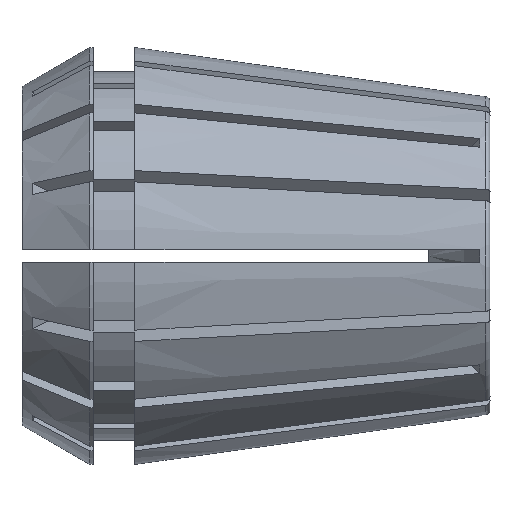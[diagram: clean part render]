
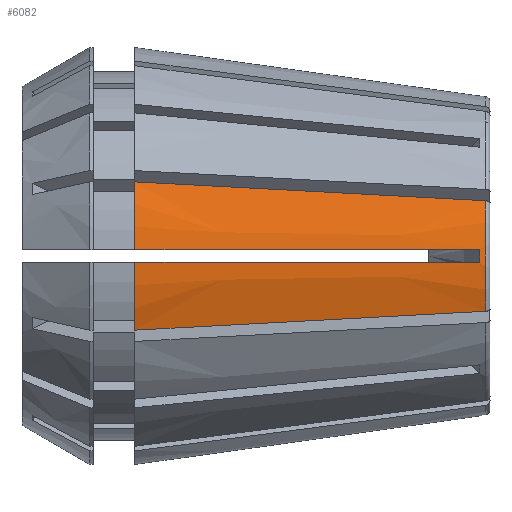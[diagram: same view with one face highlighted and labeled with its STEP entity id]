
A CAD part, front view. The second image highlights one B-rep face of the part: STEP entity #6082.
In plain terms, the highlighted conical face has half-angle 8 degrees and reference radius 15.595 mm.
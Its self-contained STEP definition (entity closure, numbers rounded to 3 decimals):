
#572 = DIRECTION ( 'NONE',  ( 0., 0., 1. ) ) ;
#576 = DIRECTION ( 'NONE',  ( -1., 0., 0. ) ) ;
#577 = CARTESIAN_POINT ( 'NONE',  ( 46., 0., 0. ) ) ;
#851 = FACE_OUTER_BOUND ( 'NONE', #3195, .T. ) ;
#862 = CONICAL_SURFACE ( 'NONE', #3955, 15.595, 0.14 ) ;
#1410 = EDGE_CURVE ( 'NONE', #6660, #6669, #6887, .T. ) ;
#2289 = CARTESIAN_POINT ( 'NONE',  ( 11.1, 0., 0. ) ) ;
#2290 = DIRECTION ( 'NONE',  ( -1., 0., 0. ) ) ;
#2291 = DIRECTION ( 'NONE',  ( 0., 0., 1. ) ) ;
#3195 = EDGE_LOOP ( 'NONE', ( #3426, #3427, #3428, #3429, #3431, #3432, #3433, #3434 ) ) ;
#3426 = ORIENTED_EDGE ( 'NONE', *, *, #5890, .T. ) ;
#3427 = ORIENTED_EDGE ( 'NONE', *, *, #5891, .T. ) ;
#3428 = ORIENTED_EDGE ( 'NONE', *, *, #5892, .F. ) ;
#3429 = ORIENTED_EDGE ( 'NONE', *, *, #5893, .F. ) ;
#3431 = ORIENTED_EDGE ( 'NONE', *, *, #5894, .T. ) ;
#3432 = ORIENTED_EDGE ( 'NONE', *, *, #5895, .T. ) ;
#3433 = ORIENTED_EDGE ( 'NONE', *, *, #1410, .F. ) ;
#3434 = ORIENTED_EDGE ( 'NONE', *, *, #5896, .F. ) ;
#3630 = CIRCLE ( 'NONE', #3837, 15.656 ) ;
#3641 = CIRCLE ( 'NONE', #3838, 20.5 ) ;
#3837 = AXIS2_PLACEMENT_3D ( 'NONE', #5573, #5574, #5575 ) ;
#3838 = AXIS2_PLACEMENT_3D ( 'NONE', #5583, #5584, #5585 ) ;
#3955 = AXIS2_PLACEMENT_3D ( 'NONE', #577, #576, #572 ) ;
#5289 = CARTESIAN_POINT ( 'NONE',  ( 11.1, -19.161, -7.287 ) ) ;
#5298 = CARTESIAN_POINT ( 'NONE',  ( 11.1, -20.492, -0.6 ) ) ;
#5307 = CARTESIAN_POINT ( 'NONE',  ( 45.57, -14.683, -5.433 ) ) ;
#5311 = CARTESIAN_POINT ( 'NONE',  ( 44.993, -15.726, 0.6 ) ) ;
#5312 = CARTESIAN_POINT ( 'NONE',  ( 45.57, -14.683, 5.433 ) ) ;
#5313 = CARTESIAN_POINT ( 'NONE',  ( 11.1, -20.492, 0.6 ) ) ;
#5314 = CARTESIAN_POINT ( 'NONE',  ( 11.1, -19.161, 7.287 ) ) ;
#5317 = CARTESIAN_POINT ( 'NONE',  ( 44.993, -15.726, -0.6 ) ) ;
#5558 = CARTESIAN_POINT ( 'NONE',  ( 45.002, -15.739, 0.2 ) ) ;
#5570 = CARTESIAN_POINT ( 'NONE',  ( 36.497, -15.862, 5.921 ) ) ;
#5571 = CARTESIAN_POINT ( 'NONE',  ( 45.57, -14.683, 5.433 ) ) ;
#5572 = CARTESIAN_POINT ( 'NONE',  ( 44.993, -15.726, 0.6 ) ) ;
#5573 = CARTESIAN_POINT ( 'NONE',  ( 45.57, 0., 0. ) ) ;
#5574 = DIRECTION ( 'NONE',  ( -1., 0., 0. ) ) ;
#5575 = DIRECTION ( 'NONE',  ( 0., 0., -1. ) ) ;
#5576 = CARTESIAN_POINT ( 'NONE',  ( 27.424, -17.041, 6.409 ) ) ;
#5577 = CARTESIAN_POINT ( 'NONE',  ( 18.351, -18.219, 6.897 ) ) ;
#5578 = CARTESIAN_POINT ( 'NONE',  ( 15.934, -18.533, 7.027 ) ) ;
#5579 = CARTESIAN_POINT ( 'NONE',  ( 13.517, -18.847, 7.157 ) ) ;
#5580 = CARTESIAN_POINT ( 'NONE',  ( 11.1, -19.161, 7.287 ) ) ;
#5581 = CARTESIAN_POINT ( 'NONE',  ( 33.695, -17.314, 0.6 ) ) ;
#5582 = CARTESIAN_POINT ( 'NONE',  ( 22.398, -18.903, 0.6 ) ) ;
#5583 = CARTESIAN_POINT ( 'NONE',  ( 11.1, 0., 0. ) ) ;
#5584 = DIRECTION ( 'NONE',  ( -1., 0., 0. ) ) ;
#5585 = DIRECTION ( 'NONE',  ( 0., 0., 1. ) ) ;
#5586 = CARTESIAN_POINT ( 'NONE',  ( 44.993, -15.726, 0.6 ) ) ;
#5587 = CARTESIAN_POINT ( 'NONE',  ( 11.1, -20.492, 0.6 ) ) ;
#5588 = CARTESIAN_POINT ( 'NONE',  ( 44.993, -15.726, -0.6 ) ) ;
#5589 = CARTESIAN_POINT ( 'NONE',  ( 45.57, -14.683, -5.433 ) ) ;
#5590 = CARTESIAN_POINT ( 'NONE',  ( 33.695, -17.314, -0.6 ) ) ;
#5591 = CARTESIAN_POINT ( 'NONE',  ( 45.002, -15.739, -0.2 ) ) ;
#5592 = CARTESIAN_POINT ( 'NONE',  ( 44.993, -15.726, -0.6 ) ) ;
#5594 = CARTESIAN_POINT ( 'NONE',  ( 36.497, -15.862, -5.921 ) ) ;
#5595 = CARTESIAN_POINT ( 'NONE',  ( 22.398, -18.903, -0.6 ) ) ;
#5596 = CARTESIAN_POINT ( 'NONE',  ( 11.1, -20.492, -0.6 ) ) ;
#5597 = CARTESIAN_POINT ( 'NONE',  ( 27.424, -17.041, -6.409 ) ) ;
#5598 = CARTESIAN_POINT ( 'NONE',  ( 18.351, -18.219, -6.897 ) ) ;
#5599 = CARTESIAN_POINT ( 'NONE',  ( 15.934, -18.533, -7.027 ) ) ;
#5600 = CARTESIAN_POINT ( 'NONE',  ( 13.517, -18.847, -7.157 ) ) ;
#5601 = CARTESIAN_POINT ( 'NONE',  ( 11.1, -19.161, -7.287 ) ) ;
#5890 = EDGE_CURVE ( 'NONE', #6678, #6683, #3630, .T. ) ;
#5891 = EDGE_CURVE ( 'NONE', #6683, #6685, #6283, .T. ) ;
#5892 = EDGE_CURVE ( 'NONE', #6684, #6685, #3641, .T. ) ;
#5893 = EDGE_CURVE ( 'NONE', #6682, #6684, #6284, .T. ) ;
#5894 = EDGE_CURVE ( 'NONE', #6682, #6688, #6285, .T. ) ;
#5895 = EDGE_CURVE ( 'NONE', #6688, #6669, #6286, .T. ) ;
#5896 = EDGE_CURVE ( 'NONE', #6678, #6660, #6287, .T. ) ;
#6082 = ADVANCED_FACE ( 'NONE', ( #851 ), #862, .T. ) ;
#6283 = B_SPLINE_CURVE_WITH_KNOTS ( 'NONE', 3,
 ( #5571, #5570, #5576, #5577, #5578, #5579, #5580 ),
 .UNSPECIFIED., .F., .F.,
 ( 4, 3, 4 ),
 ( 0., 0.027, 0.035 ),
 .UNSPECIFIED. ) ;
#6284 = B_SPLINE_CURVE_WITH_KNOTS ( 'NONE', 3,
 ( #5586, #5581, #5582, #5587 ),
 .UNSPECIFIED., .F., .F.,
 ( 4, 4 ),
 ( 0.082, 0.116 ),
 .UNSPECIFIED. ) ;
#6285 = B_SPLINE_CURVE_WITH_KNOTS ( 'NONE', 3,
 ( #5572, #5558, #5591, #5592 ),
 .UNSPECIFIED., .F., .F.,
 ( 4, 4 ),
 ( 0., 0.001 ),
 .UNSPECIFIED. ) ;
#6286 = B_SPLINE_CURVE_WITH_KNOTS ( 'NONE', 3,
 ( #5588, #5590, #5595, #5596 ),
 .UNSPECIFIED., .F., .F.,
 ( 4, 4 ),
 ( 0.082, 0.116 ),
 .UNSPECIFIED. ) ;
#6287 = B_SPLINE_CURVE_WITH_KNOTS ( 'NONE', 3,
 ( #5589, #5594, #5597, #5598, #5599, #5600, #5601 ),
 .UNSPECIFIED., .F., .F.,
 ( 4, 3, 4 ),
 ( 0., 0.027, 0.035 ),
 .UNSPECIFIED. ) ;
#6394 = AXIS2_PLACEMENT_3D ( 'NONE', #2289, #2290, #2291 ) ;
#6660 = VERTEX_POINT ( 'NONE', #5289 ) ;
#6669 = VERTEX_POINT ( 'NONE', #5298 ) ;
#6678 = VERTEX_POINT ( 'NONE', #5307 ) ;
#6682 = VERTEX_POINT ( 'NONE', #5311 ) ;
#6683 = VERTEX_POINT ( 'NONE', #5312 ) ;
#6684 = VERTEX_POINT ( 'NONE', #5313 ) ;
#6685 = VERTEX_POINT ( 'NONE', #5314 ) ;
#6688 = VERTEX_POINT ( 'NONE', #5317 ) ;
#6887 = CIRCLE ( 'NONE', #6394, 20.5 ) ;
